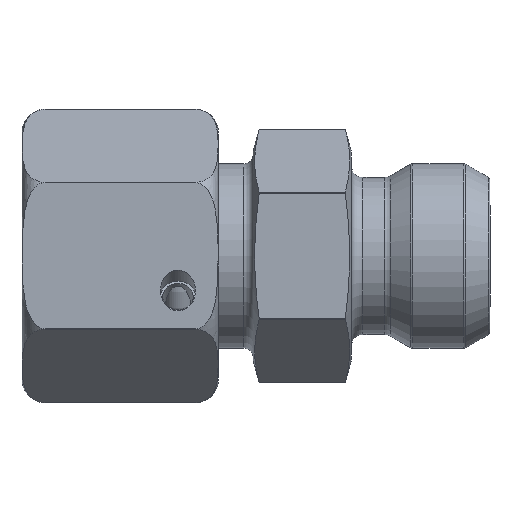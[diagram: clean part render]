
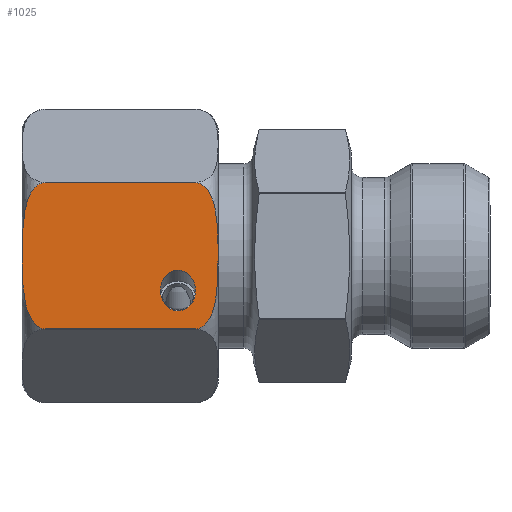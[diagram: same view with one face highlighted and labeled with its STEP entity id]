
A CAD part, top view. The second image highlights one B-rep face of the part: STEP entity #1025.
In plain terms, the highlighted face is planar.
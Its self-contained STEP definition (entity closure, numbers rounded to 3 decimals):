
#542=ELLIPSE('',#5099,1.758,1.523);
#659=FACE_BOUND('',#1563,.T.);
#660=FACE_BOUND('',#1564,.T.);
#790=PLANE('',#5100);
#1025=ADVANCED_FACE('',(#659,#660),#790,.F.);
#1563=EDGE_LOOP('',(#2353,#2354,#2355,#2356));
#1564=EDGE_LOOP('',(#2357));
#1836=B_SPLINE_CURVE_WITH_KNOTS('',3,(#6585,#6586,#6587,#6588,#6589,#6590,
#6591,#6592,#6593,#6594,#6595,#6596,#6597,#6598),.UNSPECIFIED.,.F.,.F.,
(4,2,2,2,2,2,4),(0.,0.125,0.25,0.5,0.75,0.875,1.),.UNSPECIFIED.);
#1837=B_SPLINE_CURVE_WITH_KNOTS('',3,(#6602,#6603,#6604,#6605,#6606,#6607,
#6608,#6609,#6610,#6611,#6612,#6613,#6614,#6615),.UNSPECIFIED.,.F.,.F.,
(4,2,2,2,2,2,4),(0.,0.125,0.25,0.5,0.75,0.875,1.),.UNSPECIFIED.);
#2353=ORIENTED_EDGE('',*,*,#4033,.T.);
#2354=ORIENTED_EDGE('',*,*,#4034,.T.);
#2355=ORIENTED_EDGE('',*,*,#4035,.T.);
#2356=ORIENTED_EDGE('',*,*,#4036,.T.);
#2357=ORIENTED_EDGE('',*,*,#4037,.F.);
#3569=VERTEX_POINT('',#6583);
#3570=VERTEX_POINT('',#6584);
#3571=VERTEX_POINT('',#6599);
#3572=VERTEX_POINT('',#6601);
#3573=VERTEX_POINT('',#6617);
#4033=EDGE_CURVE('',#3569,#3570,#4623,.T.);
#4034=EDGE_CURVE('',#3570,#3571,#1836,.T.);
#4035=EDGE_CURVE('',#3571,#3572,#4624,.T.);
#4036=EDGE_CURVE('',#3572,#3569,#1837,.T.);
#4037=EDGE_CURVE('',#3573,#3573,#542,.T.);
#4623=LINE('',#6582,#4819);
#4624=LINE('',#6600,#4820);
#4819=VECTOR('',#5525,1.);
#4820=VECTOR('',#5526,1.);
#5099=AXIS2_PLACEMENT_3D('',#6616,#5527,#5528);
#5100=AXIS2_PLACEMENT_3D('',#6618,#5529,#5530);
#5525=DIRECTION('',(-1.,0.,0.));
#5526=DIRECTION('',(1.,0.,0.));
#5527=DIRECTION('',(0.,-0.5,0.866));
#5528=DIRECTION('',(0.,0.866,0.5));
#5529=DIRECTION('',(0.,0.5,-0.866));
#5530=DIRECTION('',(0.,0.866,0.5));
#6582=CARTESIAN_POINT('',(0.,-0.013,12.694));
#6583=CARTESIAN_POINT('',(15.,-0.013,12.694));
#6584=CARTESIAN_POINT('',(2.,-0.013,12.694));
#6585=CARTESIAN_POINT('',(2.,-0.013,12.694));
#6586=CARTESIAN_POINT('',(1.394,-0.013,12.694));
#6587=CARTESIAN_POINT('',(0.938,-0.481,12.424));
#6588=CARTESIAN_POINT('',(0.416,-1.405,11.89));
#6589=CARTESIAN_POINT('',(0.284,-1.916,11.596));
#6590=CARTESIAN_POINT('',(0.025,-3.429,10.722));
#6591=CARTESIAN_POINT('',(0.024,-4.461,10.126));
#6592=CARTESIAN_POINT('',(0.023,-6.506,8.945));
#6593=CARTESIAN_POINT('',(0.023,-7.529,8.355));
#6594=CARTESIAN_POINT('',(0.275,-9.05,7.477));
#6595=CARTESIAN_POINT('',(0.404,-9.567,7.178));
#6596=CARTESIAN_POINT('',(0.931,-10.514,6.632));
#6597=CARTESIAN_POINT('',(1.386,-10.987,6.359));
#6598=CARTESIAN_POINT('',(2.,-10.987,6.359));
#6599=CARTESIAN_POINT('',(2.,-10.987,6.359));
#6600=CARTESIAN_POINT('',(0.,-10.987,6.359));
#6601=CARTESIAN_POINT('',(15.,-10.987,6.359));
#6602=CARTESIAN_POINT('',(15.,-10.987,6.359));
#6603=CARTESIAN_POINT('',(15.606,-10.987,6.359));
#6604=CARTESIAN_POINT('',(16.062,-10.519,6.629));
#6605=CARTESIAN_POINT('',(16.584,-9.595,7.162));
#6606=CARTESIAN_POINT('',(16.716,-9.084,7.457));
#6607=CARTESIAN_POINT('',(16.975,-7.571,8.331));
#6608=CARTESIAN_POINT('',(16.976,-6.539,8.927));
#6609=CARTESIAN_POINT('',(16.977,-4.494,10.107));
#6610=CARTESIAN_POINT('',(16.977,-3.471,10.697));
#6611=CARTESIAN_POINT('',(16.725,-1.95,11.576));
#6612=CARTESIAN_POINT('',(16.596,-1.433,11.874));
#6613=CARTESIAN_POINT('',(16.069,-0.486,12.421));
#6614=CARTESIAN_POINT('',(15.614,-0.013,12.694));
#6615=CARTESIAN_POINT('',(15.,-0.013,12.694));
#6616=CARTESIAN_POINT('',(13.5,-8.1,8.025));
#6617=CARTESIAN_POINT('',(13.5,-6.578,8.904));
#6618=CARTESIAN_POINT('',(25.,0.,12.702));
